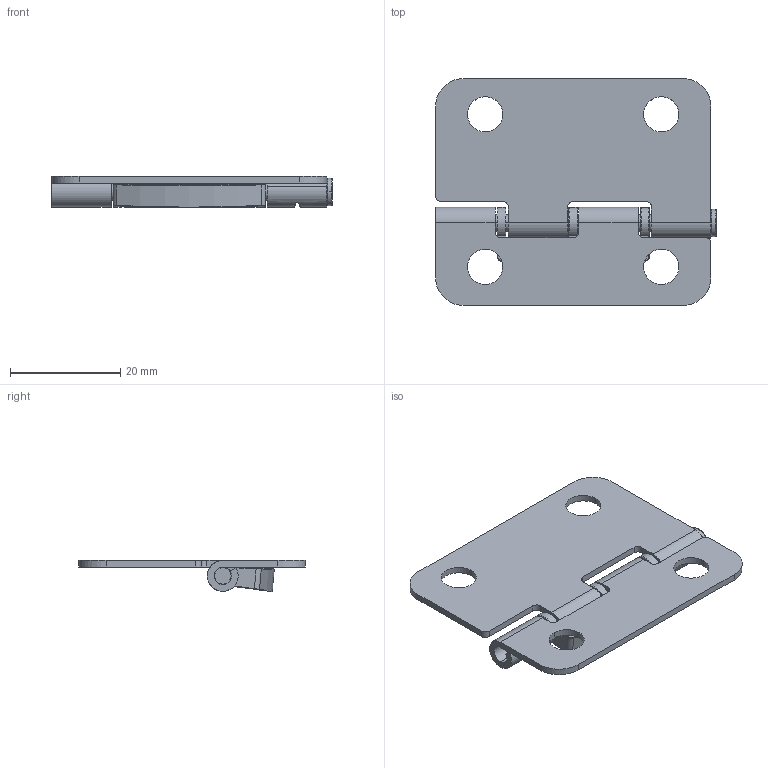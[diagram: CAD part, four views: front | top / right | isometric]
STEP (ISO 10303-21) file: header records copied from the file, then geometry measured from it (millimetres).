
FILE_DESCRIPTION(/* description */ (''),/* implementation_level */ '2;1');
FILE_NAME(/* name */ 'JL047',/* time_stamp */ '2025-07-04T18:16:39+08:00',/* author */ (''),/* organization */ (''),/* preprocessor_version */ 'ST-DEVELOPER v19.2',/* originating_system */ 'Rhino 8.5',/* authorisation */ '');
FILE_SCHEMA (('CONFIG_CONTROL_DESIGN'));
Length unit declared in the file: millimetre
Products named in the file (1): Document
Bounding box: 51 x 41.2 x 5.65 mm (x, y, z)
Volume: 3504.4 mm3; surface area: 6354 mm2
Topology: 4 solids, 4 shells, 483 faces, 2069 edges, 2415 vertices
Faces by surface type: plane 202, bspline 184, cylinder 97
Entity records: 24198 total; most frequent: CARTESIAN_POINT 13920, ORIENTED_EDGE 2552, B_SPLINE_CURVE_WITH_KNOTS 1774, EDGE_CURVE 1276, VERTEX_POINT 829, DIRECTION 779, AXIS2_PLACEMENT_3D 539, EDGE_LOOP 525
